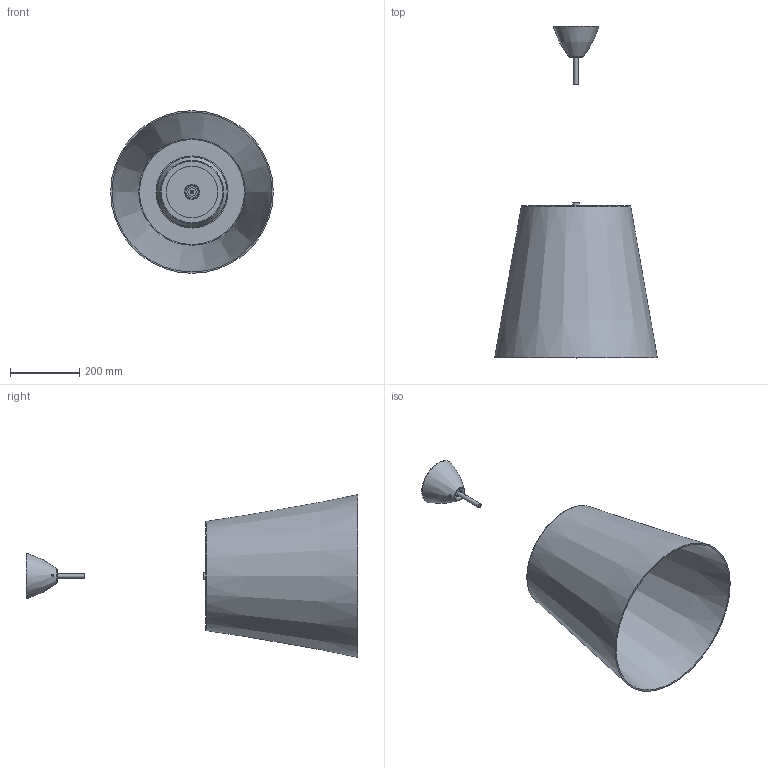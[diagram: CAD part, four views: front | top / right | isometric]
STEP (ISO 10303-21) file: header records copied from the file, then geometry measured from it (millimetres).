
FILE_DESCRIPTION(/* description */ (''),/* implementation_level */ '2;1');
FILE_NAME(/* name */ 'F544485350BINE.stp',/* time_stamp */ '2020-01-17T12:06:21+01:00',/* author */ ('sghezzi'),/* organization */ (''),/* preprocessor_version */ 'ST-DEVELOPER v17.2',/* originating_system */ 'Autodesk Inventor 2019',/* authorisation */ '');
FILE_SCHEMA (('AUTOMOTIVE_DESIGN { 1 0 10303 214 3 1 1 }'));
Length unit declared in the file: millimetre
Products named in the file (11): Assieme; Diffusore; Terminale; 007544400_Piattello; 070011853_BICCHIERINO_E27; 054039000; Tige; 006343611 RONDELLA Cr D20 Sp 2 M10X1 M.03.52.11.20; 030000520_Rosone_sos_F13.2_grezzo; 007600931_Tubetto fil D13 L100 CR; Gancio 49.0710 Rovelli
Assembly tree (13 placements, depth 2):
  Assieme
    Diffusore
    007544400_Piattello  x2
    Terminale
    070011853_BICCHIERINO_E27
    054039000
    Tige
    006343611 RONDELLA Cr D20 Sp 2 M10X1 M.03.52.11.20  x3
    030000520_Rosone_sos_F13.2_grezzo
    007600931_Tubetto fil D13 L100 CR
    Gancio 49.0710 Rovelli
Bounding box: 470 x 958.62 x 470 mm (x, y, z)
Volume: 2679102.7 mm3; surface area: 1441574.9 mm2
Topology: 13 solids, 13 shells, 133 faces, 329 edges, 227 vertices
Faces by surface type: plane 67, cylinder 41, torus 17, cone 6, bspline 2
Full cylindrical faces by diameter (mm): 2.5 x1, 2.621 x1, 3.242 x1, 6 x2, 6.5 x1, 7 x1, 8.917 x3, 10 x5, 10.5 x3, 13 x2, 13.2 x1, 17 x1, 20 x5, 23.351 x1, 24 x1, 35 x1, 37.2 x1, 37.8 x1, 43 x1, 44 x1, 150 x2
Entity records: 4713 total; most frequent: CARTESIAN_POINT 1158, DIRECTION 734, ORIENTED_EDGE 618, AXIS2_PLACEMENT_3D 321, EDGE_CURVE 309, VERTEX_POINT 213, CIRCLE 178, EDGE_LOOP 160
